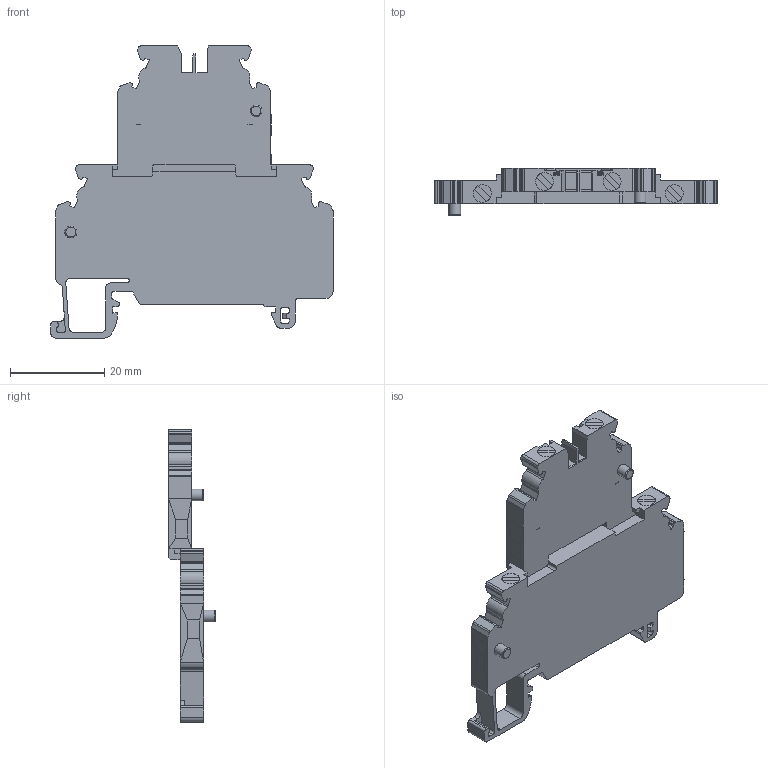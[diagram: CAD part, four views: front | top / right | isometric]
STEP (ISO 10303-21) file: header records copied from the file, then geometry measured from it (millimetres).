
FILE_DESCRIPTION(/* description */ ('Unknown'),/* implementation_level */ '2;1');
FILE_NAME(/* name */ 'ODL2.5A',/* time_stamp */ '2018-04-05T09:30:43+05:00',/* author */ ('Unknown'),/* organization */ ('Unknown'),/* preprocessor_version */ 'ST-DEVELOPER v16.7',/* originating_system */ 'DEX',/* authorisation */ $);
FILE_SCHEMA (('TECHNICAL_DATA_PACKAGING','AUTOMOTIVE_DESIGN {1 0 10303 214 3 1 1}'));
Length unit declared in the file: millimetre
Products named in the file (1): ODL2.5A
Bounding box: 60.02 x 9.99 x 62.1 mm (x, y, z)
Volume: 11405 mm3; surface area: 7143.5 mm2
Topology: 1 solids, 7 shells, 430 faces, 1176 edges, 766 vertices
Faces by surface type: plane 307, cylinder 121, torus 2
Full cylindrical faces by diameter (mm): 2.457 x1, 2.54 x1, 3.8 x4
Entity records: 16446 total; most frequent: CARTESIAN_POINT 2353, ORIENTED_EDGE 2324, DIRECTION 2284, EDGE_CURVE 1162, LINE 902, VECTOR 902, VERTEX_POINT 760, AXIS2_PLACEMENT_3D 691
